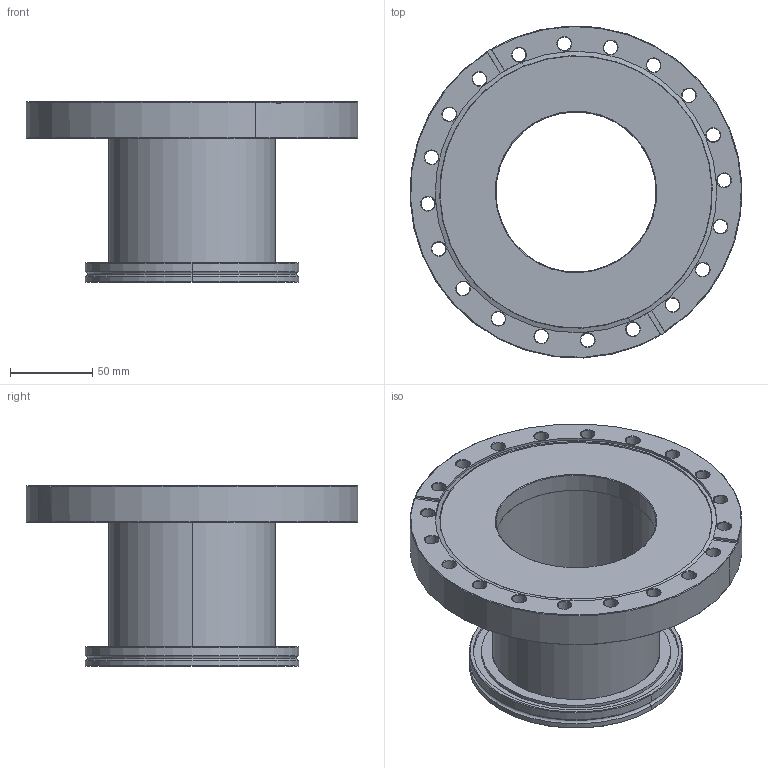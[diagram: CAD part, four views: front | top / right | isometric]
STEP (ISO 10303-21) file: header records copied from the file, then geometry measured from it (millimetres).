
FILE_DESCRIPTION (( 'STEP AP214' ), '1' );
FILE_NAME ('Hositrad_CFA150-ISO100.STEP', '2017-05-12T09:17:07', ( 'Gebruiker' ), ( '' ), 'SwSTEP 2.0', 'SolidWorks 2017', '' );
FILE_SCHEMA (( 'AUTOMOTIVE_DESIGN' ));
Length unit declared in the file: millimetre
Products named in the file (4): ISO100-101.6; NW150CF-Weld_CF150-102; CF-To-ISO-Adaptors-All_CFA150-ISO100; Hositrad_CFA150-ISO100
Assembly tree (3 placements, depth 2):
  Hositrad_CFA150-ISO100
    CF-To-ISO-Adaptors-All_CFA150-ISO100
    NW150CF-Weld_CF150-102
    ISO100-101.6
Bounding box: 202.22 x 202.21 x 110 mm (x, y, z)
Volume: 614925.5 mm3; surface area: 160146 mm2
Topology: 3 solids, 3 shells, 192 faces, 436 edges, 255 vertices
Faces by surface type: cone 103, cylinder 66, plane 19, torus 4
Entity records: 5623 total; most frequent: DIRECTION 1077, CARTESIAN_POINT 901, ORIENTED_EDGE 872, AXIS2_PLACEMENT_3D 447, EDGE_CURVE 436, VERTEX_POINT 255, CIRCLE 249, EDGE_LOOP 243
